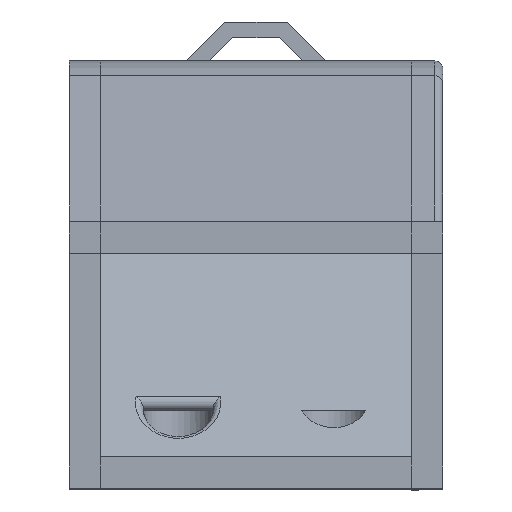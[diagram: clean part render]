
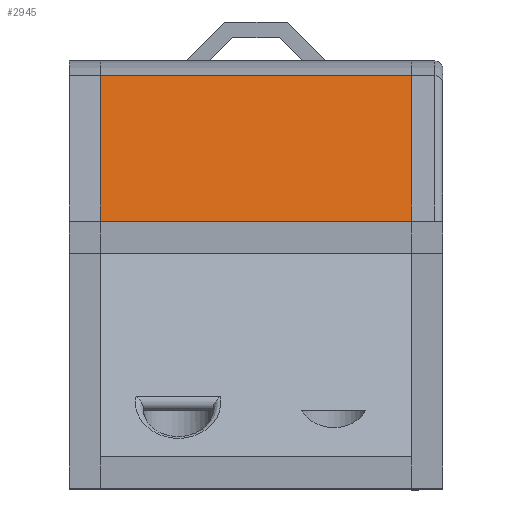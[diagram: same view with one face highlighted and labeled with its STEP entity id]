
A CAD part, top view. The second image highlights one B-rep face of the part: STEP entity #2945.
In plain terms, the highlighted planar face has unit normal (0, 0.904, 0.427).
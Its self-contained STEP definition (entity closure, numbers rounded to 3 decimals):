
#504 = PLANE('',#505);
#505 = AXIS2_PLACEMENT_3D('',#506,#507,#508);
#506 = CARTESIAN_POINT('',(0.,27.5,6.5));
#507 = DIRECTION('',(0.,-0.904,-0.427
    ));
#508 = DIRECTION('',(0.,-0.427,0.904)
  );
#1115 = VERTEX_POINT('',#1116);
#1116 = CARTESIAN_POINT('',(2.,17.1,28.5));
#1130 = PLANE('',#1131);
#1131 = AXIS2_PLACEMENT_3D('',#1132,#1133,#1134);
#1132 = CARTESIAN_POINT('',(2.,17.1,31.5));
#1133 = DIRECTION('',(0.,1.,0.));
#1134 = DIRECTION('',(0.,0.,-1.));
#1224 = VERTEX_POINT('',#1225);
#1225 = CARTESIAN_POINT('',(2.,26.541,8.529));
#1246 = EDGE_CURVE('',#1224,#1115,#1247,.T.);
#1247 = SURFACE_CURVE('',#1248,(#1252,#1259),.PCURVE_S1.);
#1248 = LINE('',#1249,#1250);
#1249 = CARTESIAN_POINT('',(2.,27.5,6.5));
#1250 = VECTOR('',#1251,1.);
#1251 = DIRECTION('',(0.,-0.427,0.904)
  );
#1252 = PCURVE('',#504,#1253);
#1253 = DEFINITIONAL_REPRESENTATION('',(#1254),#1258);
#1254 = LINE('',#1255,#1256);
#1255 = CARTESIAN_POINT('',(0.,-2.));
#1256 = VECTOR('',#1257,1.);
#1257 = DIRECTION('',(1.,0.));
#1258 = ( GEOMETRIC_REPRESENTATION_CONTEXT(2) 
PARAMETRIC_REPRESENTATION_CONTEXT() REPRESENTATION_CONTEXT('2D SPACE',''
  ) );
#1259 = PCURVE('',#1260,#1265);
#1260 = PLANE('',#1261);
#1261 = AXIS2_PLACEMENT_3D('',#1262,#1263,#1264);
#1262 = CARTESIAN_POINT('',(2.,17.1,28.5));
#1263 = DIRECTION('',(0.,0.904,0.427)
  );
#1264 = DIRECTION('',(0.,0.427,-0.904)
  );
#1265 = DEFINITIONAL_REPRESENTATION('',(#1266),#1270);
#1266 = LINE('',#1267,#1268);
#1267 = CARTESIAN_POINT('',(24.334,0.));
#1268 = VECTOR('',#1269,1.);
#1269 = DIRECTION('',(-1.,0.));
#1270 = ( GEOMETRIC_REPRESENTATION_CONTEXT(2) 
PARAMETRIC_REPRESENTATION_CONTEXT() REPRESENTATION_CONTEXT('2D SPACE',''
  ) );
#1369 = CYLINDRICAL_SURFACE('',#1370,10.);
#1370 = AXIS2_PLACEMENT_3D('',#1371,#1372,#1373);
#1371 = CARTESIAN_POINT('',(2.,17.5,4.255));
#1372 = DIRECTION('',(1.,0.,0.));
#1373 = DIRECTION('',(0.,0.904,0.427)
  );
#2842 = VERTEX_POINT('',#2843);
#2843 = CARTESIAN_POINT('',(22.,17.1,28.5));
#2869 = EDGE_CURVE('',#1115,#2842,#2870,.T.);
#2870 = SURFACE_CURVE('',#2871,(#2875,#2882),.PCURVE_S1.);
#2871 = LINE('',#2872,#2873);
#2872 = CARTESIAN_POINT('',(2.,17.1,28.5));
#2873 = VECTOR('',#2874,1.);
#2874 = DIRECTION('',(1.,0.,0.));
#2875 = PCURVE('',#1130,#2876);
#2876 = DEFINITIONAL_REPRESENTATION('',(#2877),#2881);
#2877 = LINE('',#2878,#2879);
#2878 = CARTESIAN_POINT('',(3.,0.));
#2879 = VECTOR('',#2880,1.);
#2880 = DIRECTION('',(0.,-1.));
#2881 = ( GEOMETRIC_REPRESENTATION_CONTEXT(2) 
PARAMETRIC_REPRESENTATION_CONTEXT() REPRESENTATION_CONTEXT('2D SPACE',''
  ) );
#2882 = PCURVE('',#1260,#2883);
#2883 = DEFINITIONAL_REPRESENTATION('',(#2884),#2888);
#2884 = LINE('',#2885,#2886);
#2885 = CARTESIAN_POINT('',(0.,0.));
#2886 = VECTOR('',#2887,1.);
#2887 = DIRECTION('',(0.,-1.));
#2888 = ( GEOMETRIC_REPRESENTATION_CONTEXT(2) 
PARAMETRIC_REPRESENTATION_CONTEXT() REPRESENTATION_CONTEXT('2D SPACE',''
  ) );
#2945 = ADVANCED_FACE('',(#2946),#1260,.T.);
#2946 = FACE_BOUND('',#2947,.T.);
#2947 = EDGE_LOOP('',(#2948,#2949,#2950,#2978));
#2948 = ORIENTED_EDGE('',*,*,#1246,.T.);
#2949 = ORIENTED_EDGE('',*,*,#2869,.T.);
#2950 = ORIENTED_EDGE('',*,*,#2951,.T.);
#2951 = EDGE_CURVE('',#2842,#2952,#2954,.T.);
#2952 = VERTEX_POINT('',#2953);
#2953 = CARTESIAN_POINT('',(22.,26.541,8.529));
#2954 = SURFACE_CURVE('',#2955,(#2959,#2966),.PCURVE_S1.);
#2955 = LINE('',#2956,#2957);
#2956 = CARTESIAN_POINT('',(22.,17.1,28.5));
#2957 = VECTOR('',#2958,1.);
#2958 = DIRECTION('',(0.,0.427,-0.904
    ));
#2959 = PCURVE('',#1260,#2960);
#2960 = DEFINITIONAL_REPRESENTATION('',(#2961),#2965);
#2961 = LINE('',#2962,#2963);
#2962 = CARTESIAN_POINT('',(0.,-20.));
#2963 = VECTOR('',#2964,1.);
#2964 = DIRECTION('',(1.,0.));
#2965 = ( GEOMETRIC_REPRESENTATION_CONTEXT(2) 
PARAMETRIC_REPRESENTATION_CONTEXT() REPRESENTATION_CONTEXT('2D SPACE',''
  ) );
#2966 = PCURVE('',#2967,#2972);
#2967 = PLANE('',#2968);
#2968 = AXIS2_PLACEMENT_3D('',#2969,#2970,#2971);
#2969 = CARTESIAN_POINT('',(22.,17.1,28.5));
#2970 = DIRECTION('',(0.,0.904,0.427)
  );
#2971 = DIRECTION('',(0.,0.427,-0.904)
  );
#2972 = DEFINITIONAL_REPRESENTATION('',(#2973),#2977);
#2973 = LINE('',#2974,#2975);
#2974 = CARTESIAN_POINT('',(0.,0.));
#2975 = VECTOR('',#2976,1.);
#2976 = DIRECTION('',(1.,0.));
#2977 = ( GEOMETRIC_REPRESENTATION_CONTEXT(2) 
PARAMETRIC_REPRESENTATION_CONTEXT() REPRESENTATION_CONTEXT('2D SPACE',''
  ) );
#2978 = ORIENTED_EDGE('',*,*,#2979,.F.);
#2979 = EDGE_CURVE('',#1224,#2952,#2980,.T.);
#2980 = SURFACE_CURVE('',#2981,(#2985,#2992),.PCURVE_S1.);
#2981 = LINE('',#2982,#2983);
#2982 = CARTESIAN_POINT('',(2.,26.541,8.529));
#2983 = VECTOR('',#2984,1.);
#2984 = DIRECTION('',(1.,0.,0.));
#2985 = PCURVE('',#1260,#2986);
#2986 = DEFINITIONAL_REPRESENTATION('',(#2987),#2991);
#2987 = LINE('',#2988,#2989);
#2988 = CARTESIAN_POINT('',(22.09,0.));
#2989 = VECTOR('',#2990,1.);
#2990 = DIRECTION('',(0.,-1.));
#2991 = ( GEOMETRIC_REPRESENTATION_CONTEXT(2) 
PARAMETRIC_REPRESENTATION_CONTEXT() REPRESENTATION_CONTEXT('2D SPACE',''
  ) );
#2992 = PCURVE('',#1369,#2993);
#2993 = DEFINITIONAL_REPRESENTATION('',(#2994),#2998);
#2994 = LINE('',#2995,#2996);
#2995 = CARTESIAN_POINT('',(-0.,0.));
#2996 = VECTOR('',#2997,1.);
#2997 = DIRECTION('',(-0.,1.));
#2998 = ( GEOMETRIC_REPRESENTATION_CONTEXT(2) 
PARAMETRIC_REPRESENTATION_CONTEXT() REPRESENTATION_CONTEXT('2D SPACE',''
  ) );
